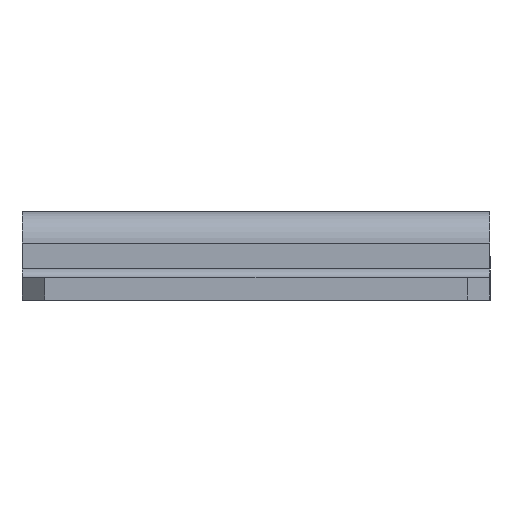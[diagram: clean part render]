
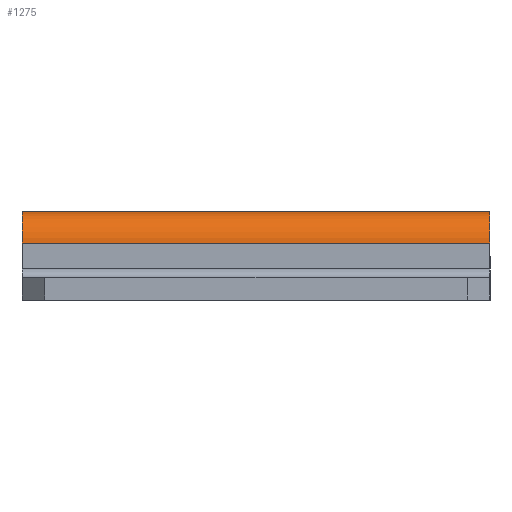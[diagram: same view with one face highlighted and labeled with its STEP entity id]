
A CAD part, left-side view. The second image highlights one B-rep face of the part: STEP entity #1275.
In plain terms, the highlighted cylindrical face has radius 2.737 mm (diameter 5.473 mm), a partial arc.
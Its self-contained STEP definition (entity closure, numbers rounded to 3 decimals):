
#217 = VERTEX_POINT ( 'NONE', #2224 ) ;
#249 = CARTESIAN_POINT ( 'NONE',  ( -19., -20.5, 0. ) ) ;
#250 = ORIENTED_EDGE ( 'NONE', *, *, #729, .F. ) ;
#261 = VECTOR ( 'NONE', #2095, 1000. ) ;
#376 = EDGE_CURVE ( 'NONE', #2234, #217, #1143, .T. ) ;
#416 = EDGE_LOOP ( 'NONE', ( #250, #1276, #624, #747 ) ) ;
#491 = CARTESIAN_POINT ( 'NONE',  ( -19., -20.5, 0. ) ) ;
#503 = CYLINDRICAL_SURFACE ( 'NONE', #1293, 2.737 ) ;
#569 = DIRECTION ( 'NONE',  ( 0., 1., 0. ) ) ;
#591 = AXIS2_PLACEMENT_3D ( 'NONE', #1081, #1280, #899 ) ;
#624 = ORIENTED_EDGE ( 'NONE', *, *, #746, .F. ) ;
#729 = EDGE_CURVE ( 'NONE', #217, #1622, #2240, .T. ) ;
#746 = EDGE_CURVE ( 'NONE', #1480, #2234, #1286, .T. ) ;
#747 = ORIENTED_EDGE ( 'NONE', *, *, #1623, .F. ) ;
#775 = AXIS2_PLACEMENT_3D ( 'NONE', #881, #2347, #1772 ) ;
#881 = CARTESIAN_POINT ( 'NONE',  ( -19., 20.5, -2.737 ) ) ;
#899 = DIRECTION ( 'NONE',  ( 0., 0., 1. ) ) ;
#1081 = CARTESIAN_POINT ( 'NONE',  ( -19., -20.5, -2.737 ) ) ;
#1143 = CIRCLE ( 'NONE', #775, 2.737 ) ;
#1157 = DIRECTION ( 'NONE',  ( -1., 0., 0. ) ) ;
#1173 = CARTESIAN_POINT ( 'NONE',  ( -21.737, 0., -2.737 ) ) ;
#1275 = ADVANCED_FACE ( 'NONE', ( #1905 ), #503, .T. ) ;
#1276 = ORIENTED_EDGE ( 'NONE', *, *, #376, .F. ) ;
#1280 = DIRECTION ( 'NONE',  ( 0., -1., 0. ) ) ;
#1286 = LINE ( 'NONE', #1173, #2185 ) ;
#1293 = AXIS2_PLACEMENT_3D ( 'NONE', #1693, #569, #1157 ) ;
#1413 = CIRCLE ( 'NONE', #591, 2.737 ) ;
#1480 = VERTEX_POINT ( 'NONE', #1950 ) ;
#1622 = VERTEX_POINT ( 'NONE', #491 ) ;
#1623 = EDGE_CURVE ( 'NONE', #1622, #1480, #1413, .T. ) ;
#1693 = CARTESIAN_POINT ( 'NONE',  ( -19., 20.5, -2.737 ) ) ;
#1729 = DIRECTION ( 'NONE',  ( 0., 1., 0. ) ) ;
#1772 = DIRECTION ( 'NONE',  ( 0., 0., 1. ) ) ;
#1905 = FACE_OUTER_BOUND ( 'NONE', #416, .T. ) ;
#1922 = CARTESIAN_POINT ( 'NONE',  ( -21.737, 20.5, -2.737 ) ) ;
#1950 = CARTESIAN_POINT ( 'NONE',  ( -21.737, -20.5, -2.737 ) ) ;
#2095 = DIRECTION ( 'NONE',  ( 0., -1., 0. ) ) ;
#2185 = VECTOR ( 'NONE', #1729, 1000. ) ;
#2224 = CARTESIAN_POINT ( 'NONE',  ( -19., 20.5, 0. ) ) ;
#2234 = VERTEX_POINT ( 'NONE', #1922 ) ;
#2240 = LINE ( 'NONE', #249, #261 ) ;
#2347 = DIRECTION ( 'NONE',  ( 0., 1., 0. ) ) ;
